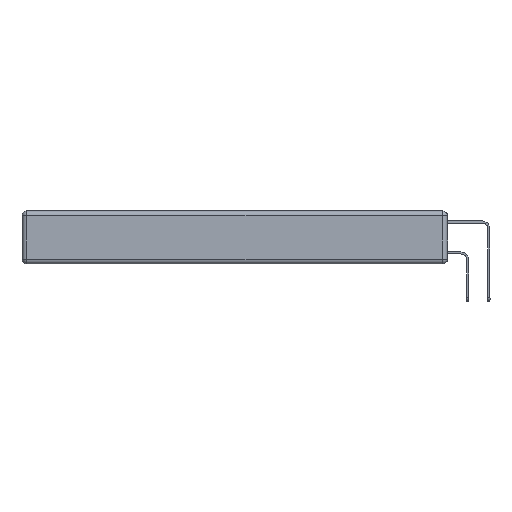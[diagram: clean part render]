
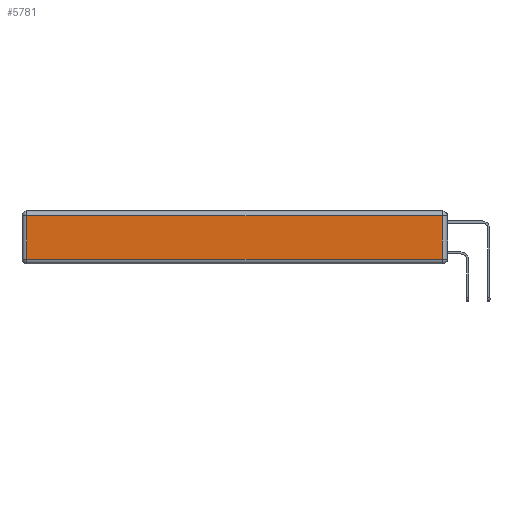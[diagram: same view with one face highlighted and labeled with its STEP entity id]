
A CAD part, left-side view. The second image highlights one B-rep face of the part: STEP entity #5781.
In plain terms, the highlighted planar face has unit normal (-1, 0, 0).
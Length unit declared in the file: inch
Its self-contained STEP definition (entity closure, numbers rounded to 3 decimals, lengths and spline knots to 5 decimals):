
#287 = VERTEX_POINT ( 'NONE', #12338 ) ;
#326 = EDGE_LOOP ( 'NONE', ( #4594, #9483, #13583, #12997 ) ) ;
#589 = CARTESIAN_POINT ( 'NONE',  ( 0., 2.75, -0.03 ) ) ;
#638 = EDGE_CURVE ( 'NONE', #1366, #6243, #12041, .T. ) ;
#675 = CARTESIAN_POINT ( 'NONE',  ( 0., 0.03, -0.343 ) ) ;
#1366 = VERTEX_POINT ( 'NONE', #13143 ) ;
#1521 = VECTOR ( 'NONE', #7254, 39.37008 ) ;
#2571 = CARTESIAN_POINT ( 'NONE',  ( 0., 0., -0.343 ) ) ;
#2775 = FACE_OUTER_BOUND ( 'NONE', #326, .T. ) ;
#2886 = LINE ( 'NONE', #7128, #10823 ) ;
#3780 = LINE ( 'NONE', #589, #13446 ) ;
#4594 = ORIENTED_EDGE ( 'NONE', *, *, #11229, .T. ) ;
#4604 = DIRECTION ( 'NONE',  ( 0., 0., -1. ) ) ;
#4872 = AXIS2_PLACEMENT_3D ( 'NONE', #2571, #6873, #11192 ) ;
#5621 = CARTESIAN_POINT ( 'NONE',  ( 0., 0.03, -0.313 ) ) ;
#5781 = ADVANCED_FACE ( 'NONE', ( #2775 ), #9993, .T. ) ;
#6113 = LINE ( 'NONE', #675, #1521 ) ;
#6243 = VERTEX_POINT ( 'NONE', #6933 ) ;
#6873 = DIRECTION ( 'NONE',  ( -1., 0., 0. ) ) ;
#6933 = CARTESIAN_POINT ( 'NONE',  ( 0., 2.72, -0.313 ) ) ;
#7128 = CARTESIAN_POINT ( 'NONE',  ( 0., 0., -0.313 ) ) ;
#7167 = DIRECTION ( 'NONE',  ( 0., 1., 0. ) ) ;
#7195 = DIRECTION ( 'NONE',  ( 0., -1., 0. ) ) ;
#7254 = DIRECTION ( 'NONE',  ( 0., 0., 1. ) ) ;
#8601 = VECTOR ( 'NONE', #4604, 39.37008 ) ;
#8909 = CARTESIAN_POINT ( 'NONE',  ( 0., 2.72, -0.343 ) ) ;
#9113 = EDGE_CURVE ( 'NONE', #287, #1366, #3780, .T. ) ;
#9483 = ORIENTED_EDGE ( 'NONE', *, *, #12679, .T. ) ;
#9993 = PLANE ( 'NONE',  #4872 ) ;
#10823 = VECTOR ( 'NONE', #7195, 39.37008 ) ;
#11192 = DIRECTION ( 'NONE',  ( 0., 0., 1. ) ) ;
#11229 = EDGE_CURVE ( 'NONE', #6243, #12942, #2886, .T. ) ;
#12041 = LINE ( 'NONE', #8909, #8601 ) ;
#12338 = CARTESIAN_POINT ( 'NONE',  ( 0., 0.03, -0.03 ) ) ;
#12679 = EDGE_CURVE ( 'NONE', #12942, #287, #6113, .T. ) ;
#12942 = VERTEX_POINT ( 'NONE', #5621 ) ;
#12997 = ORIENTED_EDGE ( 'NONE', *, *, #638, .T. ) ;
#13143 = CARTESIAN_POINT ( 'NONE',  ( 0., 2.72, -0.03 ) ) ;
#13446 = VECTOR ( 'NONE', #7167, 39.37008 ) ;
#13583 = ORIENTED_EDGE ( 'NONE', *, *, #9113, .T. ) ;
